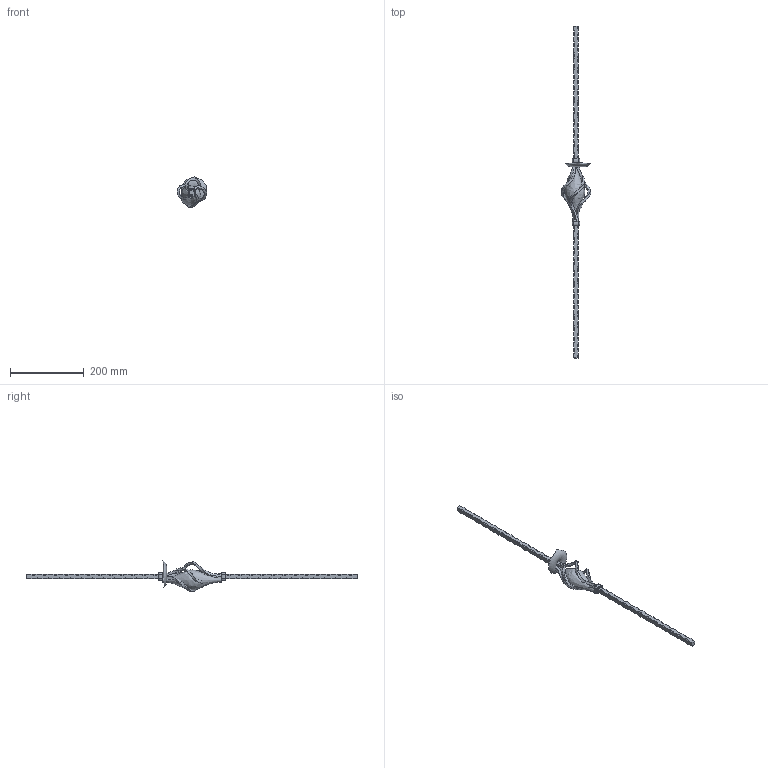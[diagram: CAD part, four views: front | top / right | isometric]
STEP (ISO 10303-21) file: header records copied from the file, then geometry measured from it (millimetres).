
FILE_DESCRIPTION (( 'STEP AP203' ), '1' );
FILE_NAME ('1253.STEP', '2023-06-26T09:39:40', ( '' ), ( '' ), 'SwSTEP 2.0', 'SolidWorks 2018', '' );
FILE_SCHEMA (( 'CONFIG_CONTROL_DESIGN' ));
Length unit declared in the file: millimetre
Products named in the file (1): 1253
Bounding box: 80.58 x 900 x 83.44 mm (x, y, z)
Volume: 325862.1 mm3; surface area: 81014.9 mm2
Topology: 11 solids, 11 shells, 611 faces, 1653 edges, 883 vertices
Faces by surface type: plane 238, torus 165, bspline 109, cylinder 99
Full cylindrical faces by diameter (mm): 12 x1
Entity records: 28183 total; most frequent: CARTESIAN_POINT 14421, ORIENTED_EDGE 2906, DIRECTION 2718, EDGE_CURVE 1453, AXIS2_PLACEMENT_3D 969, VERTEX_POINT 881, LINE 780, VECTOR 780
